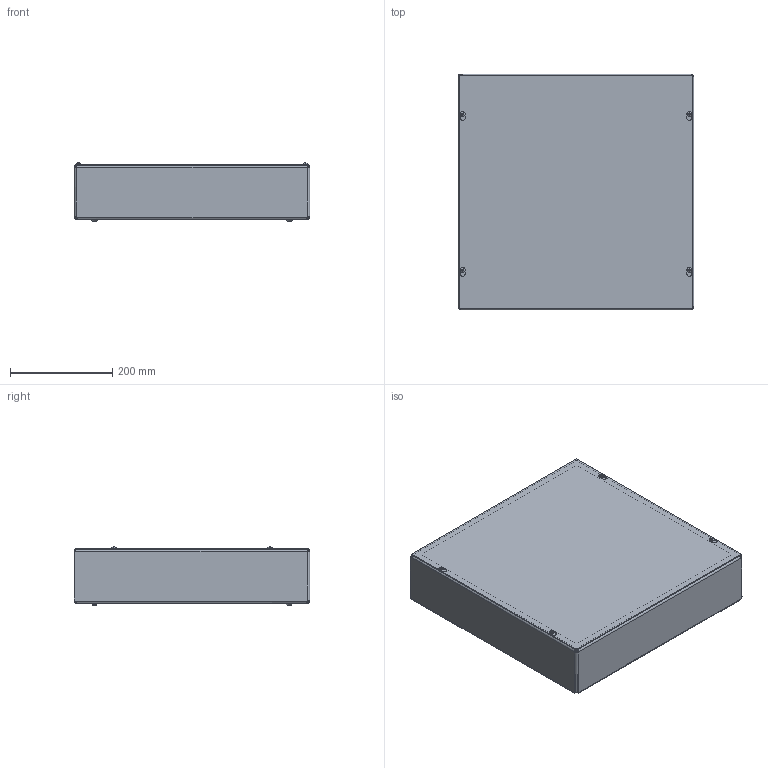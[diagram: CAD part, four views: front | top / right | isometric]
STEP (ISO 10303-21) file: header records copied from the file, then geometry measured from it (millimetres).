
FILE_DESCRIPTION(/* description */ ('SC_NK, 18" X 18" X 4", NEMA1, CS'),/* implementation_level */ '2;1');
FILE_NAME(/* name */ 'SC181804NK.stp',/* time_stamp */ '2023-08-19T14:51:54-05:00',/* author */ ('kadelman'),/* organization */ (''),/* preprocessor_version */ 'ST-DEVELOPER v18.1',/* originating_system */ 'Autodesk Inventor 2020',/* authorisation */ '');
FILE_SCHEMA (('AUTOMOTIVE_DESIGN { 1 0 10303 214 3 1 1 }'));
Length unit declared in the file: inch
Products named in the file (5): SC181804NK; SC1818BKP; SC181804NKWRA; SC1818LPA; 34056
Assembly tree (7 placements, depth 2):
  SC181804NK
    SC1818BKP
    SC181804NKWRA
    SC1818LPA
    34056  x4
Bounding box: 460.38 x 460.38 x 113.64 mm (x, y, z)
Volume: 1053551.7 mm3; surface area: 1347929.9 mm2
Topology: 7 solids, 7 shells, 356 faces, 954 edges, 617 vertices
Faces by surface type: plane 131, cylinder 67, cone 48, bspline 46, torus 44, sphere 20
Full cylindrical faces by diameter (mm): 3.734 x4, 4.166 x4, 4.191 x1, 5.803 x1, 7.62 x4, 9.754 x4
Entity records: 10165 total; most frequent: CARTESIAN_POINT 3112, ORIENTED_EDGE 1424, DIRECTION 1300, EDGE_CURVE 712, AXIS2_PLACEMENT_3D 466, VERTEX_POINT 464, LINE 368, VECTOR 368
